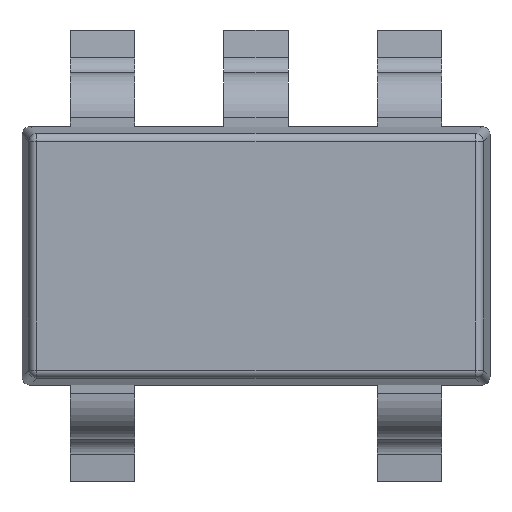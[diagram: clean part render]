
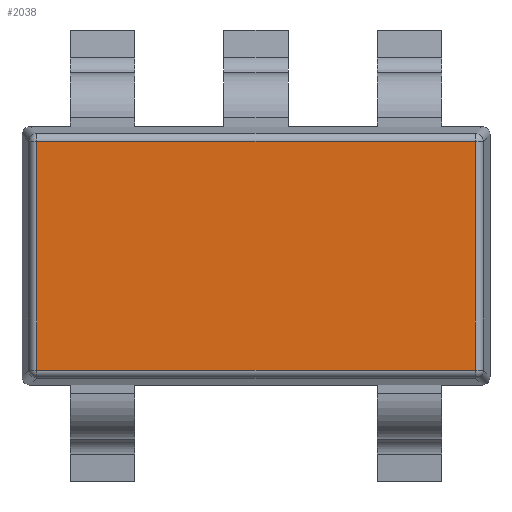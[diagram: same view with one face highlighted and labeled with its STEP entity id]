
A CAD part, top view. The second image highlights one B-rep face of the part: STEP entity #2038.
In plain terms, the highlighted planar face has unit normal (0, 0, 1).
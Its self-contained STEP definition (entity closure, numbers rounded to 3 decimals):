
#182=ORIENTED_EDGE('',*,*,#794,.T.);
#183=ORIENTED_EDGE('',*,*,#795,.T.);
#184=ORIENTED_EDGE('',*,*,#796,.T.);
#185=ORIENTED_EDGE('',*,*,#797,.T.);
#794=EDGE_CURVE('',#1100,#1101,#1296,.T.);
#795=EDGE_CURVE('',#1101,#1102,#1297,.T.);
#796=EDGE_CURVE('',#1102,#1103,#1298,.T.);
#797=EDGE_CURVE('',#1103,#1100,#1299,.T.);
#1100=VERTEX_POINT('',#3640);
#1101=VERTEX_POINT('',#3641);
#1102=VERTEX_POINT('',#3643);
#1103=VERTEX_POINT('',#3645);
#1296=LINE('',#3639,#1514);
#1297=LINE('',#3642,#1515);
#1298=LINE('',#3644,#1516);
#1299=LINE('',#3646,#1517);
#1514=VECTOR('',#2985,1000.);
#1515=VECTOR('',#2986,1000.);
#1516=VECTOR('',#2987,1000.);
#1517=VECTOR('',#2988,1000.);
#1720=EDGE_LOOP('',(#182,#183,#184,#185));
#1842=FACE_BOUND('',#1720,.T.);
#1964=PLANE('',#2749);
#2038=ADVANCED_FACE('',(#1842),#1964,.T.);
#2749=AXIS2_PLACEMENT_3D('',#3638,#2983,#2984);
#2983=DIRECTION('',(0.,0.,1.));
#2984=DIRECTION('',(1.,0.,0.));
#2985=DIRECTION('',(1.,0.,0.));
#2986=DIRECTION('',(0.,1.,0.));
#2987=DIRECTION('',(-1.,0.,0.));
#2988=DIRECTION('',(0.,-1.,0.));
#3638=CARTESIAN_POINT('',(0.,0.,0.43));
#3639=CARTESIAN_POINT('',(0.,-0.709,0.43));
#3640=CARTESIAN_POINT('',(-1.359,-0.709,0.43));
#3641=CARTESIAN_POINT('',(1.359,-0.709,0.43));
#3642=CARTESIAN_POINT('',(1.359,0.,0.43));
#3643=CARTESIAN_POINT('',(1.359,0.709,0.43));
#3644=CARTESIAN_POINT('',(0.,0.709,0.43));
#3645=CARTESIAN_POINT('',(-1.359,0.709,0.43));
#3646=CARTESIAN_POINT('',(-1.359,0.,0.43));
